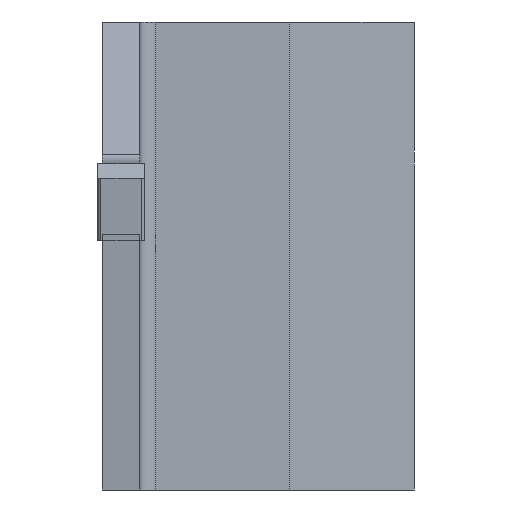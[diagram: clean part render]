
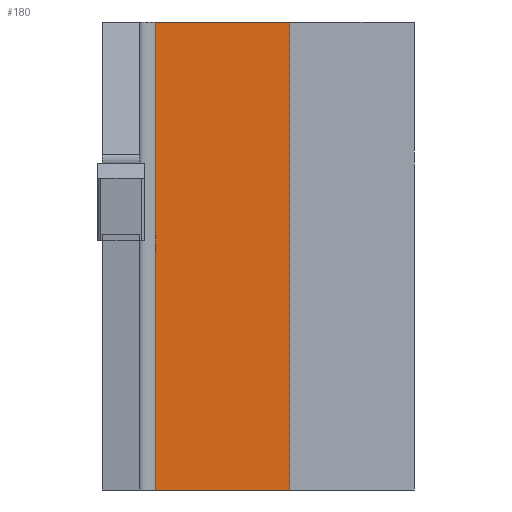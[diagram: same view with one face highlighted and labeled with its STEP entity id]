
A CAD part, left-side view. The second image highlights one B-rep face of the part: STEP entity #180.
In plain terms, the highlighted planar face has unit normal (-1, 0, 0).
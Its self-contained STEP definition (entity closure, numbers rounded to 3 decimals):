
#180=ADVANCED_FACE('',(#255),#220,.F.);
#220=PLANE('',#913);
#255=FACE_OUTER_BOUND('',#296,.T.);
#296=EDGE_LOOP('',(#433,#434,#435,#436));
#433=ORIENTED_EDGE('',*,*,#662,.F.);
#434=ORIENTED_EDGE('',*,*,#665,.T.);
#435=ORIENTED_EDGE('',*,*,#641,.T.);
#436=ORIENTED_EDGE('',*,*,#666,.T.);
#568=VERTEX_POINT('',#1231);
#569=VERTEX_POINT('',#1232);
#575=VERTEX_POINT('',#1268);
#576=VERTEX_POINT('',#1270);
#641=EDGE_CURVE('',#568,#569,#742,.T.);
#662=EDGE_CURVE('',#575,#576,#759,.T.);
#665=EDGE_CURVE('',#575,#568,#762,.T.);
#666=EDGE_CURVE('',#569,#576,#763,.T.);
#742=LINE('',#1230,#831);
#759=LINE('',#1269,#848);
#762=LINE('',#1276,#851);
#763=LINE('',#1277,#852);
#831=VECTOR('',#1002,1.);
#848=VECTOR('',#1047,1.);
#851=VECTOR('',#1056,1.);
#852=VECTOR('',#1057,1.);
#913=AXIS2_PLACEMENT_3D('',#1278,#1058,#1059);
#1002=DIRECTION('',(0.,-1.,0.));
#1047=DIRECTION('',(0.,-1.,0.));
#1056=DIRECTION('',(0.,0.,-1.));
#1057=DIRECTION('',(0.,0.,1.));
#1058=DIRECTION('',(1.,0.,0.));
#1059=DIRECTION('',(0.,0.,-1.));
#1230=CARTESIAN_POINT('',(26.,-2.,-20.));
#1231=CARTESIAN_POINT('',(26.,16.6,-20.));
#1232=CARTESIAN_POINT('',(26.,8.,-20.));
#1268=CARTESIAN_POINT('',(26.,16.6,10.));
#1269=CARTESIAN_POINT('',(26.,-2.,10.));
#1270=CARTESIAN_POINT('',(26.,8.,10.));
#1276=CARTESIAN_POINT('',(26.,16.6,10.));
#1277=CARTESIAN_POINT('',(26.,8.,-287.));
#1278=CARTESIAN_POINT('',(26.,-2.,-20.));
